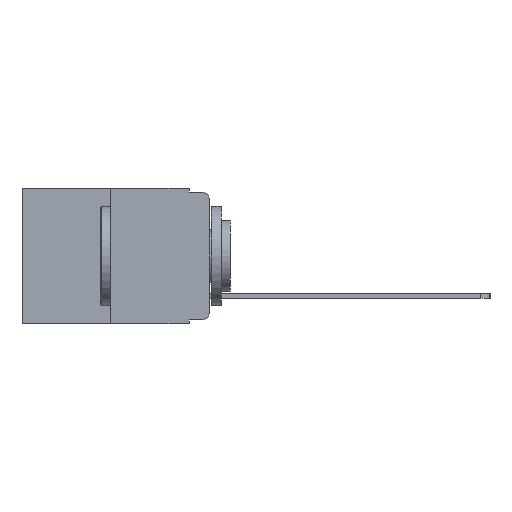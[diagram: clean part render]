
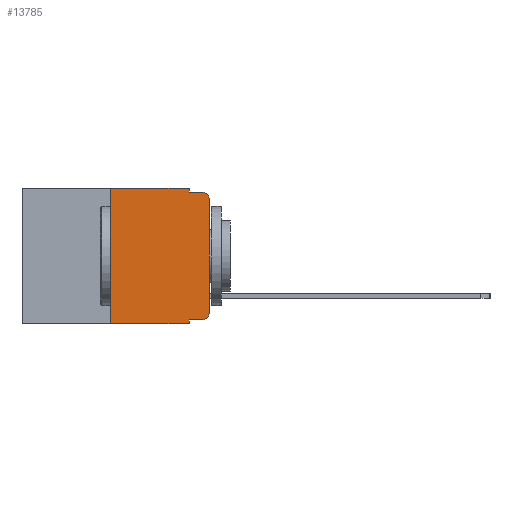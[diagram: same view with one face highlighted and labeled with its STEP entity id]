
A CAD part, left-side view. The second image highlights one B-rep face of the part: STEP entity #13785.
In plain terms, the highlighted planar face has unit normal (-1, 0, 0).
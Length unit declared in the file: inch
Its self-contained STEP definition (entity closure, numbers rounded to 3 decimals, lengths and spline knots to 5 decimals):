
#475 = DIRECTION ( 'NONE',  ( 0., 0., -1. ) ) ;
#531 = EDGE_CURVE ( 'NONE', #9824, #10021, #11525, .T. ) ;
#551 = CARTESIAN_POINT ( 'NONE',  ( 0., 0., 0. ) ) ;
#725 = VECTOR ( 'NONE', #8669, 39.37008 ) ;
#786 = CIRCLE ( 'NONE', #20354, 0.02 ) ;
#1257 = DIRECTION ( 'NONE',  ( 0., 0., 1. ) ) ;
#1448 = AXIS2_PLACEMENT_3D ( 'NONE', #22984, #11681, #475 ) ;
#1811 = ORIENTED_EDGE ( 'NONE', *, *, #5590, .F. ) ;
#2213 = CARTESIAN_POINT ( 'NONE',  ( 0., 0.051, -0.343 ) ) ;
#2945 = CARTESIAN_POINT ( 'NONE',  ( 0., 0.02, -0.01 ) ) ;
#2986 = ORIENTED_EDGE ( 'NONE', *, *, #531, .T. ) ;
#3551 = LINE ( 'NONE', #7412, #17373 ) ;
#4117 = CARTESIAN_POINT ( 'NONE',  ( 0., 0.02, -0.03 ) ) ;
#4402 = VECTOR ( 'NONE', #16205, 39.37008 ) ;
#4614 = CARTESIAN_POINT ( 'NONE',  ( 0., 0.02, -0.333 ) ) ;
#4682 = CARTESIAN_POINT ( 'NONE',  ( 0., 0.051, 0. ) ) ;
#5058 = ORIENTED_EDGE ( 'NONE', *, *, #6828, .F. ) ;
#5429 = VECTOR ( 'NONE', #17581, 39.37008 ) ;
#5574 = DIRECTION ( 'NONE',  ( 0., -1., 0. ) ) ;
#5590 = EDGE_CURVE ( 'NONE', #9824, #14242, #15034, .T. ) ;
#5647 = VERTEX_POINT ( 'NONE', #2945 ) ;
#6013 = DIRECTION ( 'NONE',  ( 0., 0., -1. ) ) ;
#6828 = EDGE_CURVE ( 'NONE', #19219, #12029, #23430, .T. ) ;
#6898 = CIRCLE ( 'NONE', #24250, 0.02 ) ;
#7412 = CARTESIAN_POINT ( 'NONE',  ( 0., 0.473, 0. ) ) ;
#8063 = EDGE_CURVE ( 'NONE', #14799, #22966, #15093, .T. ) ;
#8163 = DIRECTION ( 'NONE',  ( -1., 0., 0. ) ) ;
#8669 = DIRECTION ( 'NONE',  ( 0., 0., -1. ) ) ;
#9387 = ORIENTED_EDGE ( 'NONE', *, *, #8063, .F. ) ;
#9425 = VECTOR ( 'NONE', #19719, 39.37008 ) ;
#9495 = VERTEX_POINT ( 'NONE', #20742 ) ;
#9824 = VERTEX_POINT ( 'NONE', #23593 ) ;
#10021 = VERTEX_POINT ( 'NONE', #4614 ) ;
#10591 = ORIENTED_EDGE ( 'NONE', *, *, #13401, .T. ) ;
#10678 = EDGE_LOOP ( 'NONE', ( #17096, #13205, #23259, #9387, #14407, #5058, #10591, #1811, #2986, #12918 ) ) ;
#11525 = LINE ( 'NONE', #14843, #20390 ) ;
#11681 = DIRECTION ( 'NONE',  ( 1., 0., 0. ) ) ;
#11820 = EDGE_CURVE ( 'NONE', #22966, #5647, #14346, .T. ) ;
#12029 = VERTEX_POINT ( 'NONE', #18671 ) ;
#12377 = CARTESIAN_POINT ( 'NONE',  ( 0., 0.051, -0.01 ) ) ;
#12494 = VERTEX_POINT ( 'NONE', #24155 ) ;
#12743 = VECTOR ( 'NONE', #16257, 39.37008 ) ;
#12918 = ORIENTED_EDGE ( 'NONE', *, *, #23669, .T. ) ;
#13066 = EDGE_CURVE ( 'NONE', #9495, #5647, #6898, .T. ) ;
#13205 = ORIENTED_EDGE ( 'NONE', *, *, #13066, .T. ) ;
#13311 = FACE_OUTER_BOUND ( 'NONE', #10678, .T. ) ;
#13383 = VECTOR ( 'NONE', #1257, 39.37008 ) ;
#13401 = EDGE_CURVE ( 'NONE', #19219, #14242, #22803, .T. ) ;
#13785 = ADVANCED_FACE ( 'NONE', ( #13311 ), #15400, .F. ) ;
#14242 = VERTEX_POINT ( 'NONE', #2213 ) ;
#14340 = CARTESIAN_POINT ( 'NONE',  ( 0., 0.473, -0.343 ) ) ;
#14346 = LINE ( 'NONE', #12377, #4402 ) ;
#14354 = EDGE_CURVE ( 'NONE', #12494, #9495, #15374, .T. ) ;
#14407 = ORIENTED_EDGE ( 'NONE', *, *, #18354, .F. ) ;
#14799 = VERTEX_POINT ( 'NONE', #20674 ) ;
#14843 = CARTESIAN_POINT ( 'NONE',  ( 0., 0.051, -0.333 ) ) ;
#15034 = LINE ( 'NONE', #4682, #9425 ) ;
#15093 = LINE ( 'NONE', #19980, #725 ) ;
#15374 = LINE ( 'NONE', #551, #5429 ) ;
#15400 = PLANE ( 'NONE',  #1448 ) ;
#15552 = CARTESIAN_POINT ( 'NONE',  ( 0., 0.25, -0.343 ) ) ;
#15693 = DIRECTION ( 'NONE',  ( 0., -1., 0. ) ) ;
#16205 = DIRECTION ( 'NONE',  ( 0., -1., 0. ) ) ;
#16257 = DIRECTION ( 'NONE',  ( 0., -1., 0. ) ) ;
#17096 = ORIENTED_EDGE ( 'NONE', *, *, #14354, .T. ) ;
#17277 = DIRECTION ( 'NONE',  ( -1., 0., 0. ) ) ;
#17373 = VECTOR ( 'NONE', #5574, 39.37008 ) ;
#17581 = DIRECTION ( 'NONE',  ( 0., 0., 1. ) ) ;
#18354 = EDGE_CURVE ( 'NONE', #12029, #14799, #3551, .T. ) ;
#18671 = CARTESIAN_POINT ( 'NONE',  ( 0., 0.25, 0. ) ) ;
#19189 = CARTESIAN_POINT ( 'NONE',  ( 0., 0.051, -0.01 ) ) ;
#19219 = VERTEX_POINT ( 'NONE', #15552 ) ;
#19478 = CARTESIAN_POINT ( 'NONE',  ( 0., 0.02, -0.313 ) ) ;
#19719 = DIRECTION ( 'NONE',  ( 0., 0., -1. ) ) ;
#19980 = CARTESIAN_POINT ( 'NONE',  ( 0., 0.051, 0. ) ) ;
#20354 = AXIS2_PLACEMENT_3D ( 'NONE', #19478, #8163, #21363 ) ;
#20390 = VECTOR ( 'NONE', #15693, 39.37008 ) ;
#20674 = CARTESIAN_POINT ( 'NONE',  ( 0., 0.051, 0. ) ) ;
#20742 = CARTESIAN_POINT ( 'NONE',  ( 0., 0., -0.03 ) ) ;
#21363 = DIRECTION ( 'NONE',  ( 0., 0., -1. ) ) ;
#22803 = LINE ( 'NONE', #14340, #12743 ) ;
#22966 = VERTEX_POINT ( 'NONE', #19189 ) ;
#22984 = CARTESIAN_POINT ( 'NONE',  ( 0., 0.473, 0. ) ) ;
#23259 = ORIENTED_EDGE ( 'NONE', *, *, #11820, .F. ) ;
#23430 = LINE ( 'NONE', #23751, #13383 ) ;
#23593 = CARTESIAN_POINT ( 'NONE',  ( 0., 0.051, -0.333 ) ) ;
#23669 = EDGE_CURVE ( 'NONE', #10021, #12494, #786, .T. ) ;
#23751 = CARTESIAN_POINT ( 'NONE',  ( 0., 0.25, 0. ) ) ;
#24155 = CARTESIAN_POINT ( 'NONE',  ( 0., 0., -0.313 ) ) ;
#24250 = AXIS2_PLACEMENT_3D ( 'NONE', #4117, #17277, #6013 ) ;
